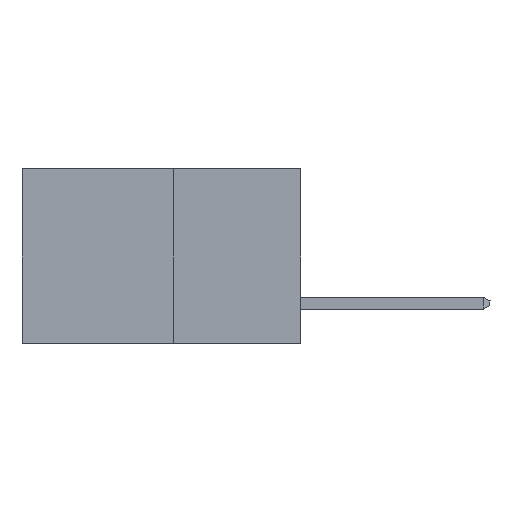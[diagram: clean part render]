
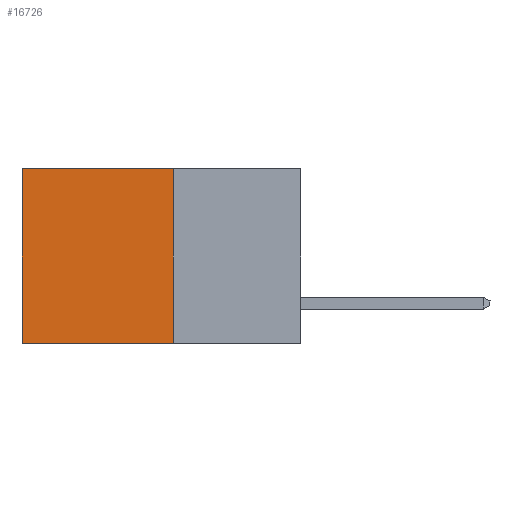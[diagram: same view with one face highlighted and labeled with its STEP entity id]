
A CAD part, left-side view. The second image highlights one B-rep face of the part: STEP entity #16726.
In plain terms, the highlighted planar face has unit normal (-1, 0, 0).
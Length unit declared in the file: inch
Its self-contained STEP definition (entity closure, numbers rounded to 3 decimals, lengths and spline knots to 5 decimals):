
#1325 = CARTESIAN_POINT ( 'NONE',  ( 0.277, 0.59, -0.37 ) ) ;
#1744 = ORIENTED_EDGE ( 'NONE', *, *, #19635, .T. ) ;
#3427 = CARTESIAN_POINT ( 'NONE',  ( 0.277, 0.27, 0. ) ) ;
#3833 = DIRECTION ( 'NONE',  ( 0., 0., -1. ) ) ;
#3966 = VECTOR ( 'NONE', #26467, 39.37008 ) ;
#4849 = ORIENTED_EDGE ( 'NONE', *, *, #7864, .F. ) ;
#4857 = CARTESIAN_POINT ( 'NONE',  ( 0.277, 0.27, -0.37 ) ) ;
#5207 = AXIS2_PLACEMENT_3D ( 'NONE', #21211, #5759, #23751 ) ;
#5759 = DIRECTION ( 'NONE',  ( 1., 0., 0. ) ) ;
#7864 = EDGE_CURVE ( 'NONE', #30939, #24920, #23090, .T. ) ;
#9071 = CARTESIAN_POINT ( 'NONE',  ( 0.277, 0.59, 0. ) ) ;
#13011 = DIRECTION ( 'NONE',  ( 0., 0., -1. ) ) ;
#14674 = ORIENTED_EDGE ( 'NONE', *, *, #30433, .F. ) ;
#16319 = VECTOR ( 'NONE', #20258, 39.37008 ) ;
#16726 = ADVANCED_FACE ( 'NONE', ( #21868 ), #28712, .F. ) ;
#17550 = VERTEX_POINT ( 'NONE', #24251 ) ;
#19264 = LINE ( 'NONE', #3427, #3966 ) ;
#19635 = EDGE_CURVE ( 'NONE', #17550, #21430, #19264, .T. ) ;
#20207 = CARTESIAN_POINT ( 'NONE',  ( 0.277, 0.27, -0.37 ) ) ;
#20258 = DIRECTION ( 'NONE',  ( 0., 1., 0. ) ) ;
#20802 = CARTESIAN_POINT ( 'NONE',  ( 0.277, 0.27, -0.37 ) ) ;
#20933 = VECTOR ( 'NONE', #3833, 39.37008 ) ;
#21211 = CARTESIAN_POINT ( 'NONE',  ( 0.277, 0.27, -0.37 ) ) ;
#21430 = VERTEX_POINT ( 'NONE', #9071 ) ;
#21868 = FACE_OUTER_BOUND ( 'NONE', #32887, .T. ) ;
#22006 = ORIENTED_EDGE ( 'NONE', *, *, #29465, .T. ) ;
#23090 = LINE ( 'NONE', #4857, #16319 ) ;
#23276 = VECTOR ( 'NONE', #13011, 39.37008 ) ;
#23351 = CARTESIAN_POINT ( 'NONE',  ( 0.277, 0.59, -0.37 ) ) ;
#23751 = DIRECTION ( 'NONE',  ( 0., 0., -1. ) ) ;
#24081 = LINE ( 'NONE', #20802, #23276 ) ;
#24251 = CARTESIAN_POINT ( 'NONE',  ( 0.277, 0.27, 0. ) ) ;
#24920 = VERTEX_POINT ( 'NONE', #23351 ) ;
#26467 = DIRECTION ( 'NONE',  ( 0., 1., 0. ) ) ;
#27648 = LINE ( 'NONE', #1325, #20933 ) ;
#28712 = PLANE ( 'NONE',  #5207 ) ;
#29465 = EDGE_CURVE ( 'NONE', #21430, #24920, #27648, .T. ) ;
#30433 = EDGE_CURVE ( 'NONE', #17550, #30939, #24081, .T. ) ;
#30939 = VERTEX_POINT ( 'NONE', #20207 ) ;
#32887 = EDGE_LOOP ( 'NONE', ( #22006, #4849, #14674, #1744 ) ) ;
